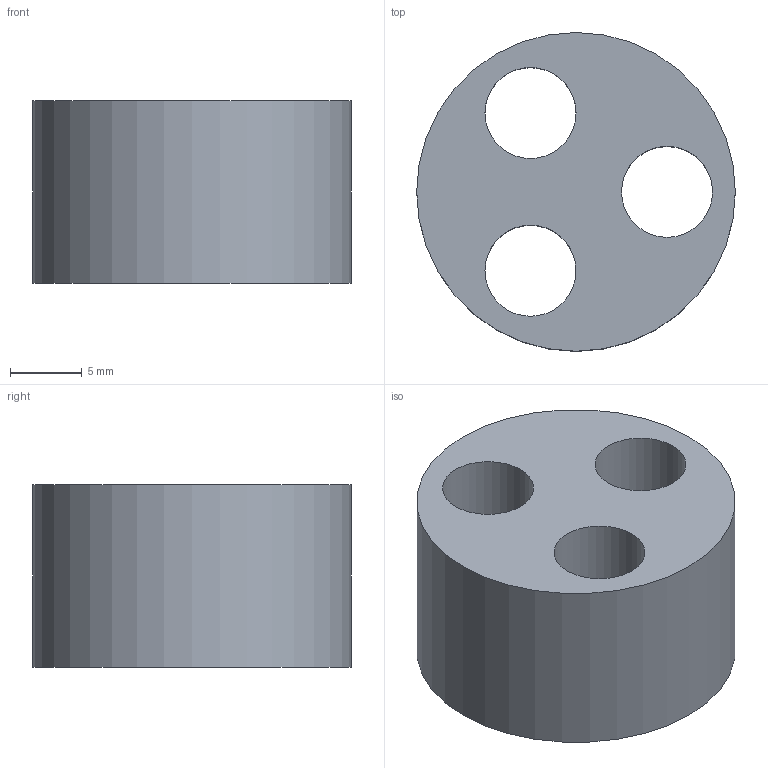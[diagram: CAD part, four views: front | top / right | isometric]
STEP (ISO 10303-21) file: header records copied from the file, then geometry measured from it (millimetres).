
FILE_DESCRIPTION(/* description */ (''),/* implementation_level */ '2;1');
FILE_NAME(/* name */ 'Restriction Orifice Estimate_ipt_8f98d39a.STEP',/* time_stamp */ '2018-02-13T23:11:24-05:00',/* author */ ('trk49'),/* organization */ (''),/* preprocessor_version */ 'ST-DEVELOPER v16.13',/* originating_system */ 'Autodesk Inventor 2018',/* authorisation */ '');
FILE_SCHEMA (('AUTOMOTIVE_DESIGN { 1 0 10303 214 3 1 1 }'));
Length unit declared in the file: inch
Products named in the file (1): Restriction Orifice Estimate
Bounding box: 22.23 x 22.23 x 12.7 mm (x, y, z)
Volume: 3720.3 mm3; surface area: 2232.7 mm2
Topology: 1 solids, 1 shells, 6 faces, 12 edges, 8 vertices
Faces by surface type: cylinder 4, plane 2
Full cylindrical faces by diameter (mm): 6.35 x3, 22.225 x1
Entity records: 197 total; most frequent: DIRECTION 30, CARTESIAN_POINT 23, EDGE_LOOP 16, ORIENTED_EDGE 16, AXIS2_PLACEMENT_3D 15, FACE_BOUND 10, CIRCLE 8, VERTEX_POINT 8
